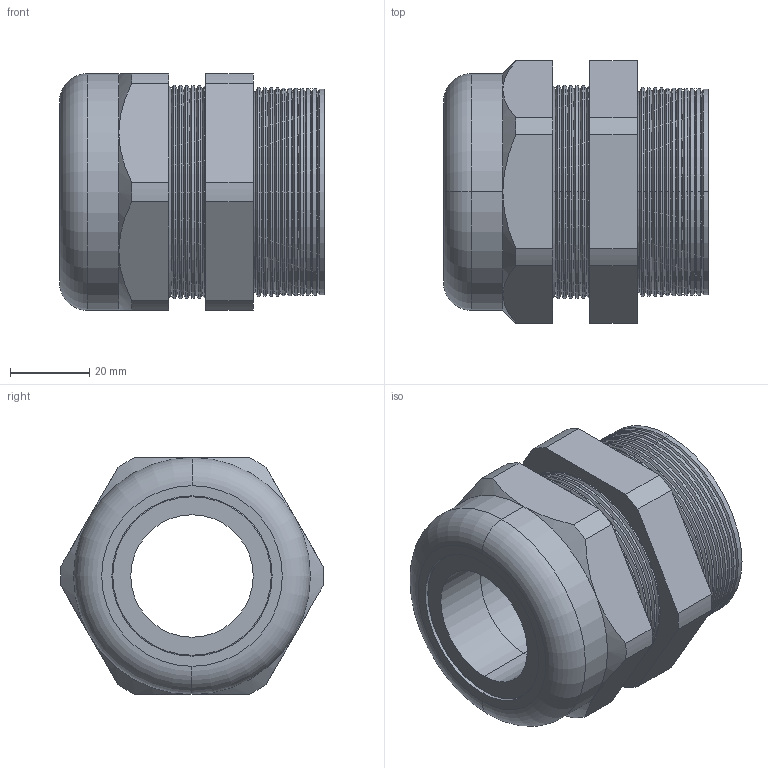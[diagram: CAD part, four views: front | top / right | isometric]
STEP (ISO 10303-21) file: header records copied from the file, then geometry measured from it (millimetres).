
FILE_DESCRIPTION (( 'STEP AP203' ), '1' );
FILE_NAME ('CD42CR-GY.STEP', '2008-05-24T05:47:46', ( 'Baystate01' ), ( 'Baystate' ), 'SwSTEP 2.0', 'SolidWorks 2007', '' );
FILE_SCHEMA (( 'CONFIG_CONTROL_DESIGN' ));
Length unit declared in the file: inch
Products named in the file (1): CD42CR-GY
Bounding box: 67.06 x 66.52 x 59.94 mm (x, y, z)
Volume: 114121.6 mm3; surface area: 32134.6 mm2
Topology: 2 solids, 2 shells, 164 faces, 348 edges, 192 vertices
Faces by surface type: cone 112, cylinder 22, plane 20, torus 10
Entity records: 4495 total; most frequent: DIRECTION 844, CARTESIAN_POINT 809, ORIENTED_EDGE 696, EDGE_CURVE 348, AXIS2_PLACEMENT_3D 343, VERTEX_POINT 192, CIRCLE 178, EDGE_LOOP 172
